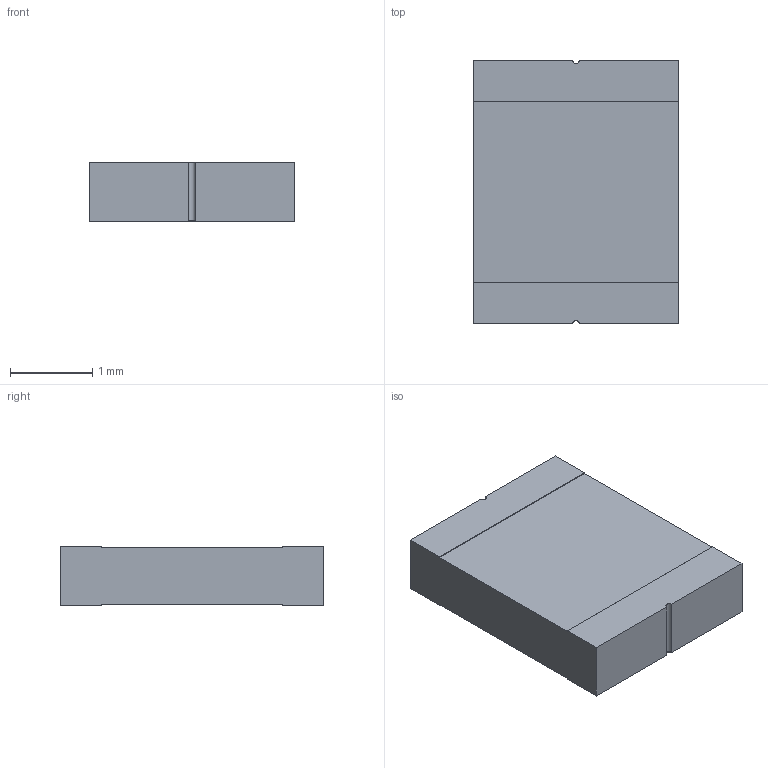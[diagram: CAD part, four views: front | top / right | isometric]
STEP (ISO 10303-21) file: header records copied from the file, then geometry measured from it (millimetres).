
FILE_DESCRIPTION((''),'2;1');
FILE_NAME('FUSE_RST_1210_TYCO','2010-10-07T',('Simon'),(''),'PRO/ENGINEER BY PARAMETRIC TECHNOLOGY CORPORATION, 2008400','PRO/ENGINEER BY PARAMETRIC TECHNOLOGY CORPORATION, 2008400','');
FILE_SCHEMA(('AUTOMOTIVE_DESIGN_CC2 { 1 2 10303 214 -1 1 5 2 }'));
Length unit declared in the file: millimetre
Products named in the file (1): FUSE_RST_1210_TYCO
Bounding box: 2.5 x 3.2 x 0.72 mm (x, y, z)
Volume: 5.6 mm3; surface area: 24.3 mm2
Topology: 1 solids, 1 shells, 22 faces, 82 edges, 62 vertices
Faces by surface type: plane 18, cylinder 4
Entity records: 1237 total; most frequent: CARTESIAN_POINT 143, DIRECTION 140, ORIENTED_EDGE 116, PRESENTATION_STYLE_ASSIGNMENT 96, STYLED_ITEM 92, CURVE_STYLE 87, VECTOR 70, LINE 70
